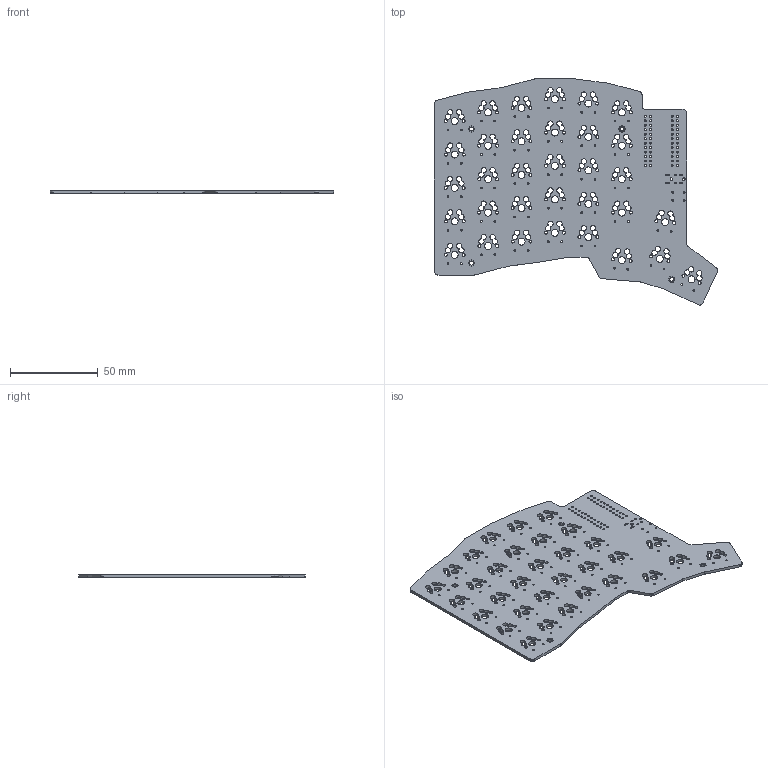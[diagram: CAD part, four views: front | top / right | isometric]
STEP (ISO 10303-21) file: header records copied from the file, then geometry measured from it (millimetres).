
FILE_DESCRIPTION(('KiCad electronic assembly'),'2;1');
FILE_NAME('board.step','2024-11-24T12:08:47',('Pcbnew'),('Kicad'), 'Open CASCADE STEP processor 7.6','KiCad to STEP converter','Unknown' );
FILE_SCHEMA(('AUTOMOTIVE_DESIGN { 1 0 10303 214 1 1 1 1 }'));
Length unit declared in the file: millimetre
Products named in the file (2): board 1; PCB
Assembly tree (1 placements, depth 2):
  board 1
    PCB
Bounding box: 160.93 x 128.61 x 1.6 mm (x, y, z)
Volume: 21887.7 mm3; surface area: 32005 mm2
Topology: 1 solids, 1 shells, 825 faces, 2469 edges, 1646 vertices
Faces by surface type: cylinder 519, plane 306
Full cylindrical faces by diameter (mm): 0.4 x32, 0.99 x4, 0.991 x66, 1.092 x48, 1.5 x2, 1.702 x66, 2.2 x4, 3.988 x33
Entity records: 64523 total; most frequent: CARTESIAN_POINT 16372, DIRECTION 8797, LINE 5067, VECTOR 5067, ORIENTED_EDGE 4938, PCURVE 4938, DEFINITIONAL_REPRESENTATION 4938, EDGE_CURVE 2469
